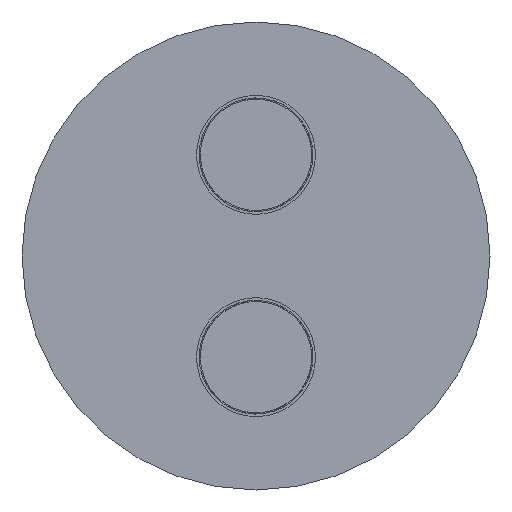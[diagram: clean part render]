
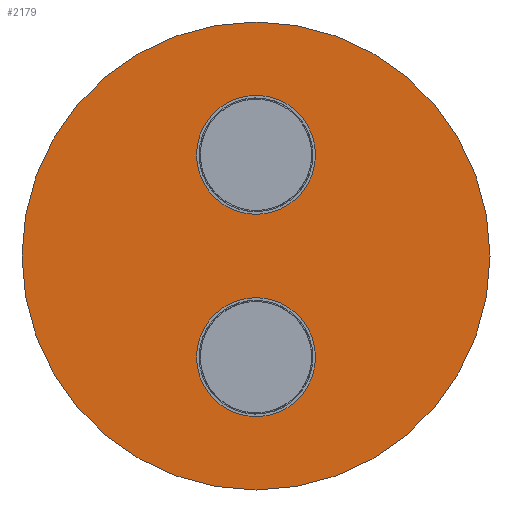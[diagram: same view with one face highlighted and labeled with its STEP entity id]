
A CAD part, front view. The second image highlights one B-rep face of the part: STEP entity #2179.
In plain terms, the highlighted planar face has unit normal (0, -1, 0).
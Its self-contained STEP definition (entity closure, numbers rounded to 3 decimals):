
#1497=CARTESIAN_POINT('Vertex',(-92.5,87.5,40.)) ;
#1500=CARTESIAN_POINT('Axis2P3D Location',(0.,87.5,40.)) ;
#1504=CARTESIAN_POINT('Vertex',(92.5,87.5,40.)) ;
#1519=CARTESIAN_POINT('Axis2P3D Location',(0.,87.5,40.)) ;
#2040=CARTESIAN_POINT('Axis2P3D Location',(0.,87.5,40.)) ;
#2060=CARTESIAN_POINT('Control Point',(12.227,87.5,100.069)) ;
#2061=CARTESIAN_POINT('Control Point',(10.194,87.5,101.307)) ;
#2062=CARTESIAN_POINT('Control Point',(8.004,87.5,102.289)) ;
#2063=CARTESIAN_POINT('Control Point',(5.7,87.5,102.986)) ;
#2064=CARTESIAN_POINT('Control Point',(0.966,87.5,103.782)) ;
#2065=CARTESIAN_POINT('Control Point',(-3.817,87.5,103.373)) ;
#2066=CARTESIAN_POINT('Control Point',(-6.17,87.5,102.864)) ;
#2067=CARTESIAN_POINT('Control Point',(-10.696,87.5,101.263)) ;
#2068=CARTESIAN_POINT('Control Point',(-14.68,87.5,98.584)) ;
#2069=CARTESIAN_POINT('Control Point',(-16.49,87.5,96.997)) ;
#2070=CARTESIAN_POINT('Control Point',(-19.671,87.5,93.401)) ;
#2071=CARTESIAN_POINT('Control Point',(-21.854,87.5,89.125)) ;
#2072=CARTESIAN_POINT('Control Point',(-22.667,87.5,86.859)) ;
#2073=CARTESIAN_POINT('Control Point',(-23.702,87.5,82.171)) ;
#2074=CARTESIAN_POINT('Control Point',(-23.536,87.5,77.373)) ;
#2075=CARTESIAN_POINT('Control Point',(-23.148,87.5,74.997)) ;
#2076=CARTESIAN_POINT('Control Point',(-21.778,87.5,70.396)) ;
#2077=CARTESIAN_POINT('Control Point',(-19.304,87.5,66.281)) ;
#2078=CARTESIAN_POINT('Control Point',(-17.811,87.5,64.392)) ;
#2079=CARTESIAN_POINT('Control Point',(-15.752,87.5,62.377)) ;
#2080=CARTESIAN_POINT('Control Point',(-13.431,87.5,60.707)) ;
#2081=CARTESIAN_POINT('Control Point',(-13.036,87.5,60.438)) ;
#2082=CARTESIAN_POINT('Control Point',(-12.634,87.5,60.18)) ;
#2083=CARTESIAN_POINT('Control Point',(-12.227,87.5,59.931)) ;
#2084=CARTESIAN_POINT('Vertex',(12.227,87.5,100.069)) ;
#2086=CARTESIAN_POINT('Vertex',(-12.227,87.5,59.931)) ;
#2090=CARTESIAN_POINT('Control Point',(-12.227,87.5,59.931)) ;
#2091=CARTESIAN_POINT('Control Point',(-10.194,87.5,58.693)) ;
#2092=CARTESIAN_POINT('Control Point',(-8.004,87.5,57.711)) ;
#2093=CARTESIAN_POINT('Control Point',(-5.7,87.5,57.014)) ;
#2094=CARTESIAN_POINT('Control Point',(-0.966,87.5,56.218)) ;
#2095=CARTESIAN_POINT('Control Point',(3.817,87.5,56.627)) ;
#2096=CARTESIAN_POINT('Control Point',(6.17,87.5,57.136)) ;
#2097=CARTESIAN_POINT('Control Point',(10.696,87.5,58.737)) ;
#2098=CARTESIAN_POINT('Control Point',(14.68,87.5,61.416)) ;
#2099=CARTESIAN_POINT('Control Point',(16.49,87.5,63.003)) ;
#2100=CARTESIAN_POINT('Control Point',(19.671,87.5,66.599)) ;
#2101=CARTESIAN_POINT('Control Point',(21.854,87.5,70.875)) ;
#2102=CARTESIAN_POINT('Control Point',(22.667,87.5,73.141)) ;
#2103=CARTESIAN_POINT('Control Point',(23.702,87.5,77.829)) ;
#2104=CARTESIAN_POINT('Control Point',(23.536,87.5,82.627)) ;
#2105=CARTESIAN_POINT('Control Point',(23.148,87.5,85.003)) ;
#2106=CARTESIAN_POINT('Control Point',(21.778,87.5,89.604)) ;
#2107=CARTESIAN_POINT('Control Point',(19.304,87.5,93.719)) ;
#2108=CARTESIAN_POINT('Control Point',(17.811,87.5,95.608)) ;
#2109=CARTESIAN_POINT('Control Point',(15.752,87.5,97.623)) ;
#2110=CARTESIAN_POINT('Control Point',(13.431,87.5,99.293)) ;
#2111=CARTESIAN_POINT('Control Point',(13.036,87.5,99.562)) ;
#2112=CARTESIAN_POINT('Control Point',(12.634,87.5,99.82)) ;
#2113=CARTESIAN_POINT('Control Point',(12.227,87.5,100.069)) ;
#2120=CARTESIAN_POINT('Control Point',(-12.227,87.5,20.069)) ;
#2121=CARTESIAN_POINT('Control Point',(-10.194,87.5,21.307)) ;
#2122=CARTESIAN_POINT('Control Point',(-8.004,87.5,22.289)) ;
#2123=CARTESIAN_POINT('Control Point',(-5.7,87.5,22.986)) ;
#2124=CARTESIAN_POINT('Control Point',(-0.966,87.5,23.782)) ;
#2125=CARTESIAN_POINT('Control Point',(3.817,87.5,23.373)) ;
#2126=CARTESIAN_POINT('Control Point',(6.17,87.5,22.864)) ;
#2127=CARTESIAN_POINT('Control Point',(10.696,87.5,21.263)) ;
#2128=CARTESIAN_POINT('Control Point',(14.68,87.5,18.584)) ;
#2129=CARTESIAN_POINT('Control Point',(16.49,87.5,16.997)) ;
#2130=CARTESIAN_POINT('Control Point',(19.671,87.5,13.401)) ;
#2131=CARTESIAN_POINT('Control Point',(21.854,87.5,9.125)) ;
#2132=CARTESIAN_POINT('Control Point',(22.667,87.5,6.859)) ;
#2133=CARTESIAN_POINT('Control Point',(23.702,87.5,2.171)) ;
#2134=CARTESIAN_POINT('Control Point',(23.536,87.5,-2.627)) ;
#2135=CARTESIAN_POINT('Control Point',(23.148,87.5,-5.003)) ;
#2136=CARTESIAN_POINT('Control Point',(21.778,87.5,-9.604)) ;
#2137=CARTESIAN_POINT('Control Point',(19.304,87.5,-13.719)) ;
#2138=CARTESIAN_POINT('Control Point',(17.811,87.5,-15.608)) ;
#2139=CARTESIAN_POINT('Control Point',(15.752,87.5,-17.623)) ;
#2140=CARTESIAN_POINT('Control Point',(13.431,87.5,-19.293)) ;
#2141=CARTESIAN_POINT('Control Point',(13.036,87.5,-19.562)) ;
#2142=CARTESIAN_POINT('Control Point',(12.634,87.5,-19.82)) ;
#2143=CARTESIAN_POINT('Control Point',(12.227,87.5,-20.069)) ;
#2144=CARTESIAN_POINT('Vertex',(-12.227,87.5,20.069)) ;
#2146=CARTESIAN_POINT('Vertex',(12.227,87.5,-20.069)) ;
#2150=CARTESIAN_POINT('Control Point',(12.227,87.5,-20.069)) ;
#2151=CARTESIAN_POINT('Control Point',(10.194,87.5,-21.307)) ;
#2152=CARTESIAN_POINT('Control Point',(8.004,87.5,-22.289)) ;
#2153=CARTESIAN_POINT('Control Point',(5.7,87.5,-22.986)) ;
#2154=CARTESIAN_POINT('Control Point',(0.966,87.5,-23.782)) ;
#2155=CARTESIAN_POINT('Control Point',(-3.817,87.5,-23.373)) ;
#2156=CARTESIAN_POINT('Control Point',(-6.17,87.5,-22.864)) ;
#2157=CARTESIAN_POINT('Control Point',(-10.696,87.5,-21.263)) ;
#2158=CARTESIAN_POINT('Control Point',(-14.68,87.5,-18.584)) ;
#2159=CARTESIAN_POINT('Control Point',(-16.49,87.5,-16.997)) ;
#2160=CARTESIAN_POINT('Control Point',(-19.671,87.5,-13.401)) ;
#2161=CARTESIAN_POINT('Control Point',(-21.854,87.5,-9.125)) ;
#2162=CARTESIAN_POINT('Control Point',(-22.667,87.5,-6.859)) ;
#2163=CARTESIAN_POINT('Control Point',(-23.702,87.5,-2.171)) ;
#2164=CARTESIAN_POINT('Control Point',(-23.536,87.5,2.627)) ;
#2165=CARTESIAN_POINT('Control Point',(-23.148,87.5,5.003)) ;
#2166=CARTESIAN_POINT('Control Point',(-21.778,87.5,9.604)) ;
#2167=CARTESIAN_POINT('Control Point',(-19.304,87.5,13.719)) ;
#2168=CARTESIAN_POINT('Control Point',(-17.811,87.5,15.608)) ;
#2169=CARTESIAN_POINT('Control Point',(-15.752,87.5,17.623)) ;
#2170=CARTESIAN_POINT('Control Point',(-13.431,87.5,19.293)) ;
#2171=CARTESIAN_POINT('Control Point',(-13.036,87.5,19.562)) ;
#2172=CARTESIAN_POINT('Control Point',(-12.634,87.5,19.82)) ;
#2173=CARTESIAN_POINT('Control Point',(-12.227,87.5,20.069)) ;
#1501=DIRECTION('Axis2P3D Direction',(0.,1.,0.)) ;
#1520=DIRECTION('Axis2P3D Direction',(0.,1.,0.)) ;
#2041=DIRECTION('Axis2P3D Direction',(0.,1.,0.)) ;
#2042=DIRECTION('Axis2P3D XDirection',(-1.,0.,0.)) ;
#1502=AXIS2_PLACEMENT_3D('Circle Axis2P3D',#1500,#1501,$) ;
#1521=AXIS2_PLACEMENT_3D('Circle Axis2P3D',#1519,#1520,$) ;
#2043=AXIS2_PLACEMENT_3D('Plane Axis2P3D',#2040,#2041,#2042) ;
#2056=ORIENTED_EDGE('',*,*,#1523,.F.) ;
#2057=ORIENTED_EDGE('',*,*,#1506,.F.) ;
#2116=ORIENTED_EDGE('',*,*,#2088,.F.) ;
#2117=ORIENTED_EDGE('',*,*,#2114,.F.) ;
#2176=ORIENTED_EDGE('',*,*,#2148,.T.) ;
#2177=ORIENTED_EDGE('',*,*,#2174,.T.) ;
#2118=FACE_BOUND('',#2115,.T.) ;
#2178=FACE_BOUND('',#2175,.T.) ;
#2179=ADVANCED_FACE('PartBody',(#2058,#2118,#2178),#2044,.F.) ;
#2059=B_SPLINE_CURVE_WITH_KNOTS('',5,(#2060,#2061,#2062,#2063,#2064,#2065,#2066,#2067,#2068,#2069,#2070,#2071,#2072,#2073,#2074,#2075,#2076,#2077,#2078,#2079,#2080,#2081,#2082,#2083),.UNSPECIFIED.,.F.,.U.,(6,3,3,3,3,3,3,6),(0.,16.835,33.674,50.514,67.353,84.192,101.032,104.406),.UNSPECIFIED.) ;
#2089=B_SPLINE_CURVE_WITH_KNOTS('',5,(#2090,#2091,#2092,#2093,#2094,#2095,#2096,#2097,#2098,#2099,#2100,#2101,#2102,#2103,#2104,#2105,#2106,#2107,#2108,#2109,#2110,#2111,#2112,#2113),.UNSPECIFIED.,.F.,.U.,(6,3,3,3,3,3,3,6),(0.,16.835,33.674,50.514,67.353,84.192,101.032,104.406),.UNSPECIFIED.) ;
#2119=B_SPLINE_CURVE_WITH_KNOTS('',5,(#2120,#2121,#2122,#2123,#2124,#2125,#2126,#2127,#2128,#2129,#2130,#2131,#2132,#2133,#2134,#2135,#2136,#2137,#2138,#2139,#2140,#2141,#2142,#2143),.UNSPECIFIED.,.F.,.U.,(6,3,3,3,3,3,3,6),(0.,16.835,33.674,50.514,67.353,84.192,101.032,104.406),.UNSPECIFIED.) ;
#2149=B_SPLINE_CURVE_WITH_KNOTS('',5,(#2150,#2151,#2152,#2153,#2154,#2155,#2156,#2157,#2158,#2159,#2160,#2161,#2162,#2163,#2164,#2165,#2166,#2167,#2168,#2169,#2170,#2171,#2172,#2173),.UNSPECIFIED.,.F.,.U.,(6,3,3,3,3,3,3,6),(0.,16.835,33.674,50.514,67.353,84.192,101.032,104.406),.UNSPECIFIED.) ;
#1503=CIRCLE('generated circle',#1502,92.5) ;
#1522=CIRCLE('generated circle',#1521,92.5) ;
#1506=EDGE_CURVE('',#1498,#1505,#1503,.T.) ;
#1523=EDGE_CURVE('',#1505,#1498,#1522,.T.) ;
#2088=EDGE_CURVE('',#2085,#2087,#2059,.T.) ;
#2114=EDGE_CURVE('',#2087,#2085,#2089,.T.) ;
#2148=EDGE_CURVE('',#2145,#2147,#2119,.T.) ;
#2174=EDGE_CURVE('',#2147,#2145,#2149,.T.) ;
#2055=EDGE_LOOP('',(#2056,#2057)) ;
#2115=EDGE_LOOP('',(#2116,#2117)) ;
#2175=EDGE_LOOP('',(#2176,#2177)) ;
#2058=FACE_OUTER_BOUND('',#2055,.T.) ;
#2044=PLANE('',#2043) ;
#1498=VERTEX_POINT('',#1497) ;
#1505=VERTEX_POINT('',#1504) ;
#2085=VERTEX_POINT('',#2084) ;
#2087=VERTEX_POINT('',#2086) ;
#2145=VERTEX_POINT('',#2144) ;
#2147=VERTEX_POINT('',#2146) ;
